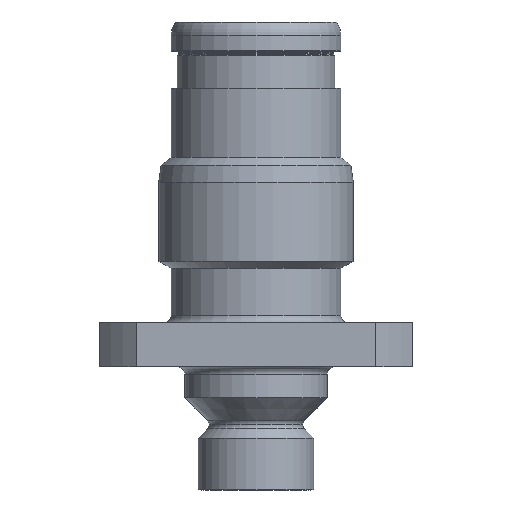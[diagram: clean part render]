
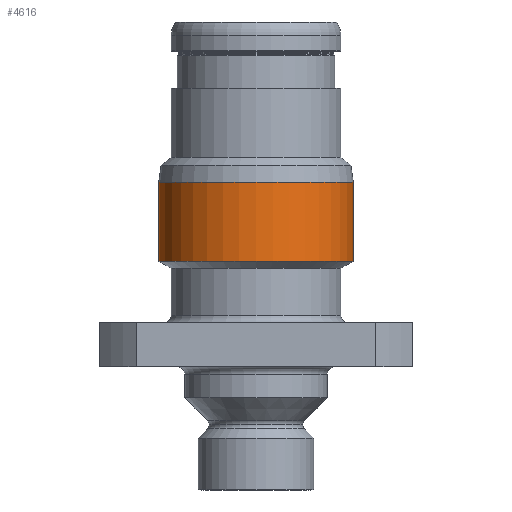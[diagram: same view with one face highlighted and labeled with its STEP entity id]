
A CAD part, front view. The second image highlights one B-rep face of the part: STEP entity #4616.
In plain terms, the highlighted cylindrical face has radius 3.95 mm (diameter 7.9 mm), a partial arc.
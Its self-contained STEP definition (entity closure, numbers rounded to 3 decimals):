
#93 = VECTOR ( 'NONE', #4336, 1000. ) ;
#96 = EDGE_CURVE ( 'NONE', #7104, #7587, #7472, .T. ) ;
#441 = DIRECTION ( 'NONE',  ( 0., 0., 1. ) ) ;
#1290 = VERTEX_POINT ( 'NONE', #8635 ) ;
#1800 = DIRECTION ( 'NONE',  ( 1., 0., 0. ) ) ;
#2244 = ORIENTED_EDGE ( 'NONE', *, *, #4982, .T. ) ;
#2434 = CARTESIAN_POINT ( 'NONE',  ( 0., 0., -6.5 ) ) ;
#2808 = DIRECTION ( 'NONE',  ( 0., 0., 1. ) ) ;
#3449 = AXIS2_PLACEMENT_3D ( 'NONE', #9188, #2808, #4991 ) ;
#3451 = ORIENTED_EDGE ( 'NONE', *, *, #3845, .F. ) ;
#3463 = CYLINDRICAL_SURFACE ( 'NONE', #4129, 3.95 ) ;
#3568 = LINE ( 'NONE', #7042, #93 ) ;
#3589 = DIRECTION ( 'NONE',  ( 0., 0., 1. ) ) ;
#3813 = FACE_OUTER_BOUND ( 'NONE', #7244, .T. ) ;
#3845 = EDGE_CURVE ( 'NONE', #7058, #1290, #5084, .T. ) ;
#3909 = ORIENTED_EDGE ( 'NONE', *, *, #8059, .F. ) ;
#4129 = AXIS2_PLACEMENT_3D ( 'NONE', #6148, #4648, #1800 ) ;
#4336 = DIRECTION ( 'NONE',  ( 0., 0., 1. ) ) ;
#4579 = CARTESIAN_POINT ( 'NONE',  ( 3.95, 0., -9.708 ) ) ;
#4616 = ADVANCED_FACE ( 'NONE', ( #3813 ), #3463, .T. ) ;
#4648 = DIRECTION ( 'NONE',  ( 0., 0., 1. ) ) ;
#4982 = EDGE_CURVE ( 'NONE', #7587, #1290, #8248, .T. ) ;
#4991 = DIRECTION ( 'NONE',  ( 1., 0., 0. ) ) ;
#5084 = CIRCLE ( 'NONE', #9256, 3.95 ) ;
#5821 = ORIENTED_EDGE ( 'NONE', *, *, #96, .T. ) ;
#6137 = CARTESIAN_POINT ( 'NONE',  ( -3.95, 0., -9.708 ) ) ;
#6148 = CARTESIAN_POINT ( 'NONE',  ( 0., 0., 1.82 ) ) ;
#7042 = CARTESIAN_POINT ( 'NONE',  ( -3.95, 0., 1.82 ) ) ;
#7058 = VERTEX_POINT ( 'NONE', #9009 ) ;
#7104 = VERTEX_POINT ( 'NONE', #6137 ) ;
#7244 = EDGE_LOOP ( 'NONE', ( #3909, #5821, #2244, #3451 ) ) ;
#7251 = VECTOR ( 'NONE', #3589, 1000. ) ;
#7472 = CIRCLE ( 'NONE', #3449, 3.95 ) ;
#7587 = VERTEX_POINT ( 'NONE', #4579 ) ;
#7893 = CARTESIAN_POINT ( 'NONE',  ( 3.95, 0., 1.82 ) ) ;
#8059 = EDGE_CURVE ( 'NONE', #7104, #7058, #3568, .T. ) ;
#8172 = DIRECTION ( 'NONE',  ( 1., 0., 0. ) ) ;
#8248 = LINE ( 'NONE', #7893, #7251 ) ;
#8635 = CARTESIAN_POINT ( 'NONE',  ( 3.95, 0., -6.5 ) ) ;
#9009 = CARTESIAN_POINT ( 'NONE',  ( -3.95, 0., -6.5 ) ) ;
#9188 = CARTESIAN_POINT ( 'NONE',  ( 0., 0., -9.708 ) ) ;
#9256 = AXIS2_PLACEMENT_3D ( 'NONE', #2434, #441, #8172 ) ;
